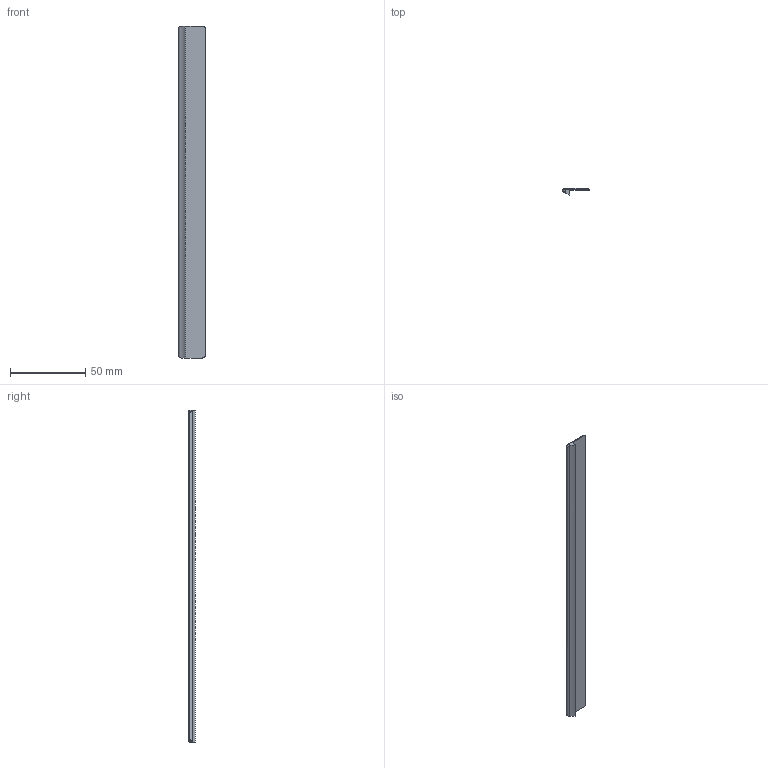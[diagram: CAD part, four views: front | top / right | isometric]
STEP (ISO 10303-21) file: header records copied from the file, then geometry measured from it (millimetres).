
FILE_DESCRIPTION((''),'2;1');
FILE_NAME('250_TOP_SKIRT_221','2021-06-05T',('Pa'),(''),'PRO/ENGINEER BY PARAMETRIC TECHNOLOGY CORPORATION, 2012230','PRO/ENGINEER BY PARAMETRIC TECHNOLOGY CORPORATION, 2012230','');
FILE_SCHEMA(('CONFIG_CONTROL_DESIGN'));
Length unit declared in the file: millimetre
Products named in the file (1): 250_TOP_SKIRT_221
Bounding box: 17.8 x 4.4 x 221 mm (x, y, z)
Volume: 6017.9 mm3; surface area: 9288.4 mm2
Topology: 1 solids, 1 shells, 22 faces, 52 edges, 32 vertices
Faces by surface type: plane 12, cylinder 6, cone 4
Entity records: 676 total; most frequent: CARTESIAN_POINT 128, DIRECTION 104, ORIENTED_EDGE 104, EDGE_CURVE 52, VECTOR 36, LINE 36, AXIS2_PLACEMENT_3D 34, VERTEX_POINT 32
